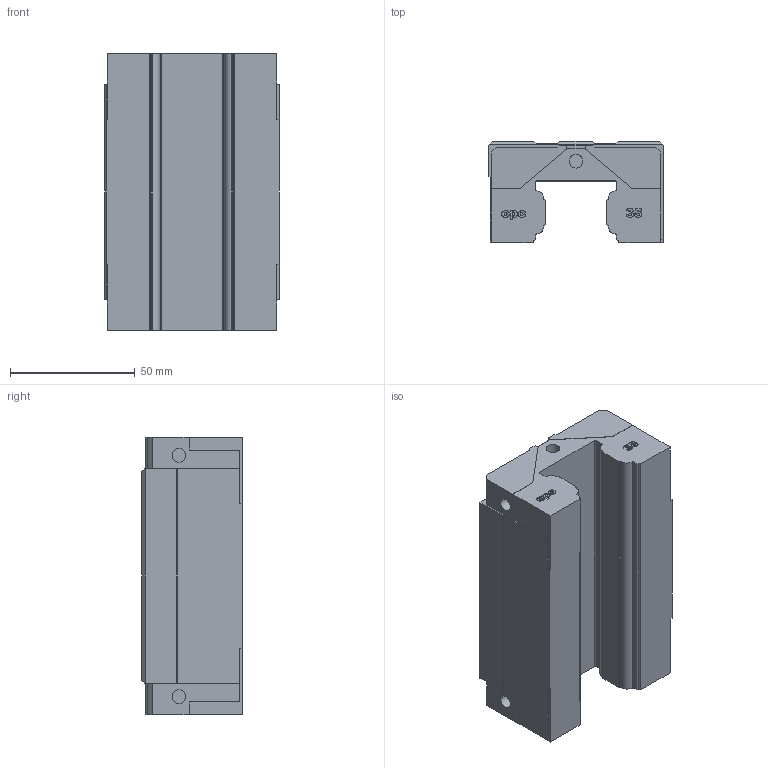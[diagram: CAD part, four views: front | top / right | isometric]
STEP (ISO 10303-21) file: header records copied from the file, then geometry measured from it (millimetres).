
FILE_DESCRIPTION (( 'STEP AP214' ), '1' );
FILE_NAME ('ARC35MN-BLOCK.STEP', '2013-03-11T09:38:30', ( 'CPC' ), ( '' ), 'SwSTEP 2.0', 'SolidWorks 2010', '' );
FILE_SCHEMA (( 'AUTOMOTIVE_DESIGN' ));
Length unit declared in the file: millimetre
Products named in the file (1): ARC35MN-BLOCK
Bounding box: 70 x 40.5 x 111.2 mm (x, y, z)
Volume: 226406.6 mm3; surface area: 36881.5 mm2
Topology: 1 solids, 1 shells, 340 faces, 920 edges, 604 vertices
Faces by surface type: plane 156, bspline 106, cylinder 62, cone 16
Entity records: 19237 total; most frequent: CARTESIAN_POINT 10575, ORIENTED_EDGE 1824, DIRECTION 1302, EDGE_CURVE 912, VERTEX_POINT 604, VECTOR 568, LINE 568, EDGE_LOOP 370
